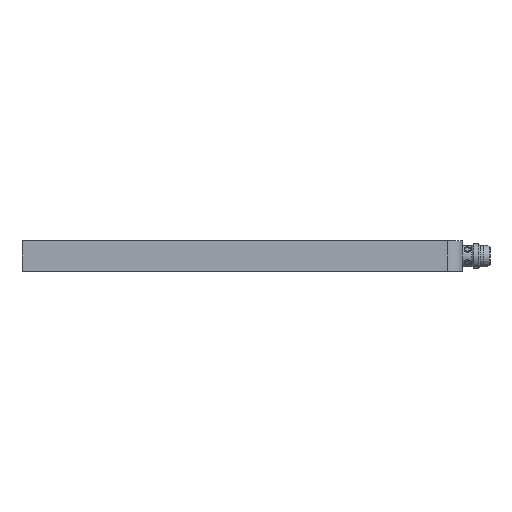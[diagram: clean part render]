
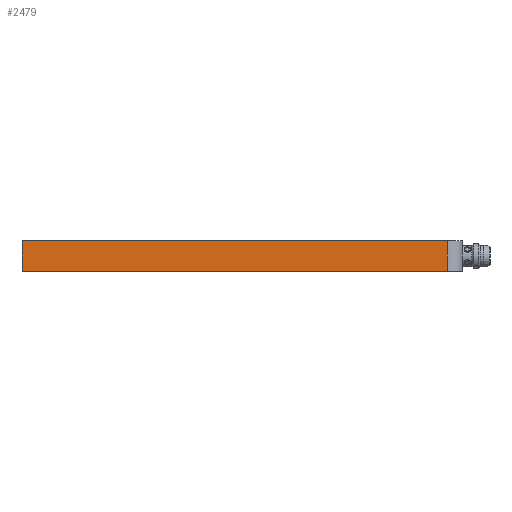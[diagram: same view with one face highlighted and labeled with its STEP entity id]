
A CAD part, front view. The second image highlights one B-rep face of the part: STEP entity #2479.
In plain terms, the highlighted planar face has unit normal (0, -1, 0).
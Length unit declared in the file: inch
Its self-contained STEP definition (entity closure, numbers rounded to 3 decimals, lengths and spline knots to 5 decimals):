
#21 = VERTEX_POINT ( 'NONE', #2276 ) ;
#28 = EDGE_CURVE ( 'NONE', #21, #1833, #1345, .T. ) ;
#221 = CARTESIAN_POINT ( 'NONE',  ( 5.47244, -1.45669, 0.19685 ) ) ;
#374 = ORIENTED_EDGE ( 'NONE', *, *, #1313, .T. ) ;
#380 = LINE ( 'NONE', #1499, #1347 ) ;
#530 = VECTOR ( 'NONE', #938, 39.37008 ) ;
#555 = PLANE ( 'NONE',  #887 ) ;
#650 = ORIENTED_EDGE ( 'NONE', *, *, #1239, .T. ) ;
#663 = EDGE_LOOP ( 'NONE', ( #1348, #374, #650, #1031 ) ) ;
#753 = DIRECTION ( 'NONE',  ( 0., 0., 1. ) ) ;
#759 = VERTEX_POINT ( 'NONE', #1191 ) ;
#882 = CARTESIAN_POINT ( 'NONE',  ( 0., -1.45669, 0.19685 ) ) ;
#887 = AXIS2_PLACEMENT_3D ( 'NONE', #2503, #1914, #753 ) ;
#938 = DIRECTION ( 'NONE',  ( -1., 0., 0. ) ) ;
#1031 = ORIENTED_EDGE ( 'NONE', *, *, #2415, .T. ) ;
#1051 = LINE ( 'NONE', #882, #530 ) ;
#1148 = CARTESIAN_POINT ( 'NONE',  ( 0., -1.45669, -0.19685 ) ) ;
#1191 = CARTESIAN_POINT ( 'NONE',  ( 0., -1.45669, 0.19685 ) ) ;
#1224 = FACE_OUTER_BOUND ( 'NONE', #663, .T. ) ;
#1239 = EDGE_CURVE ( 'NONE', #1441, #759, #1051, .T. ) ;
#1313 = EDGE_CURVE ( 'NONE', #21, #1441, #2456, .T. ) ;
#1345 = LINE ( 'NONE', #1470, #1796 ) ;
#1347 = VECTOR ( 'NONE', #1695, 39.37008 ) ;
#1348 = ORIENTED_EDGE ( 'NONE', *, *, #28, .F. ) ;
#1441 = VERTEX_POINT ( 'NONE', #221 ) ;
#1470 = CARTESIAN_POINT ( 'NONE',  ( 0., -1.45669, -0.19685 ) ) ;
#1499 = CARTESIAN_POINT ( 'NONE',  ( 0., -1.45669, -0.13333 ) ) ;
#1533 = DIRECTION ( 'NONE',  ( 0., 0., 1. ) ) ;
#1695 = DIRECTION ( 'NONE',  ( 0., 0., -1. ) ) ;
#1723 = CARTESIAN_POINT ( 'NONE',  ( 5.47244, -1.45669, 0.19685 ) ) ;
#1796 = VECTOR ( 'NONE', #1998, 39.37008 ) ;
#1833 = VERTEX_POINT ( 'NONE', #1148 ) ;
#1914 = DIRECTION ( 'NONE',  ( 0., 1., 0. ) ) ;
#1998 = DIRECTION ( 'NONE',  ( -1., 0., 0. ) ) ;
#2276 = CARTESIAN_POINT ( 'NONE',  ( 5.47244, -1.45669, -0.19685 ) ) ;
#2405 = VECTOR ( 'NONE', #1533, 39.37008 ) ;
#2415 = EDGE_CURVE ( 'NONE', #759, #1833, #380, .T. ) ;
#2456 = LINE ( 'NONE', #1723, #2405 ) ;
#2479 = ADVANCED_FACE ( 'NONE', ( #1224 ), #555, .F. ) ;
#2503 = CARTESIAN_POINT ( 'NONE',  ( 0., -1.45669, 0. ) ) ;
